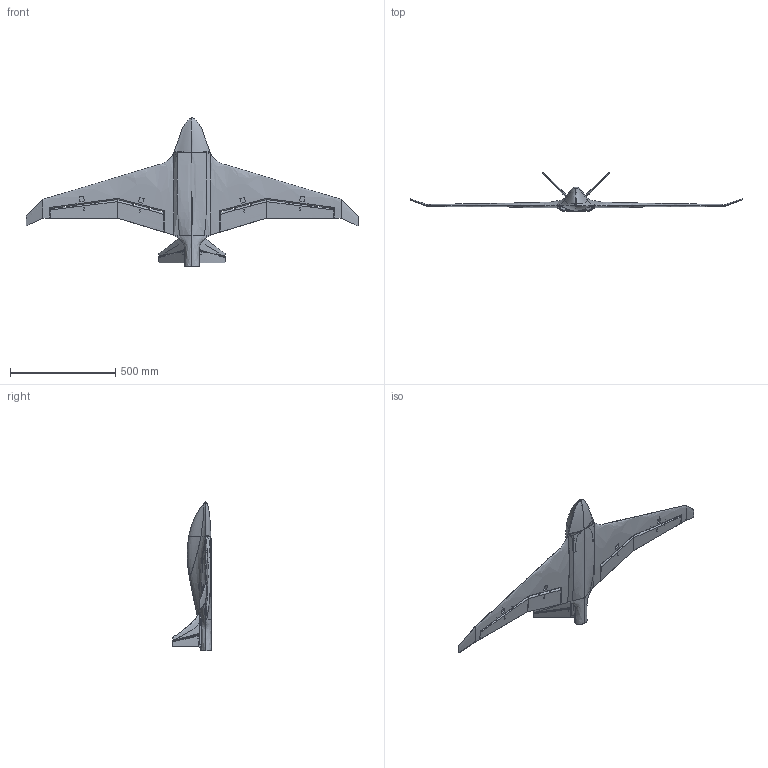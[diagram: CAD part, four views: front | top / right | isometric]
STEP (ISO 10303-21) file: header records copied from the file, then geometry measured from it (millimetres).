
FILE_DESCRIPTION(('FreeCAD Model'),'2;1');
FILE_NAME('Open CASCADE Shape Model','2025-04-27T01:34:54',('FreeCAD'),( 'FreeCAD'),'Open CASCADE STEP processor 7.6','FreeCAD','Unknown');
FILE_SCHEMA(('AUTOMOTIVE_DESIGN { 1 0 10303 214 1 1 1 1 }'));
Products named in the file (1): Open CASCADE STEP translator 7.6 1
Bounding box: 1580.1 x 185.45 x 710.16 mm (x, y, z)
Volume: 4361685.6 mm3; surface area: 1290073.4 mm2
Topology: 15 solids, 15 shells, 425 faces, 1121 edges, 734 vertices
Faces by surface type: bspline 425
Entity records: 208688 total; most frequent: CARTESIAN_POINT 201826, ORIENTED_EDGE 2224, EDGE_CURVE 1112, B_SPLINE_CURVE_WITH_KNOTS 996, VERTEX_POINT 734, FACE_BOUND 494, EDGE_LOOP 494, ADVANCED_FACE 425
